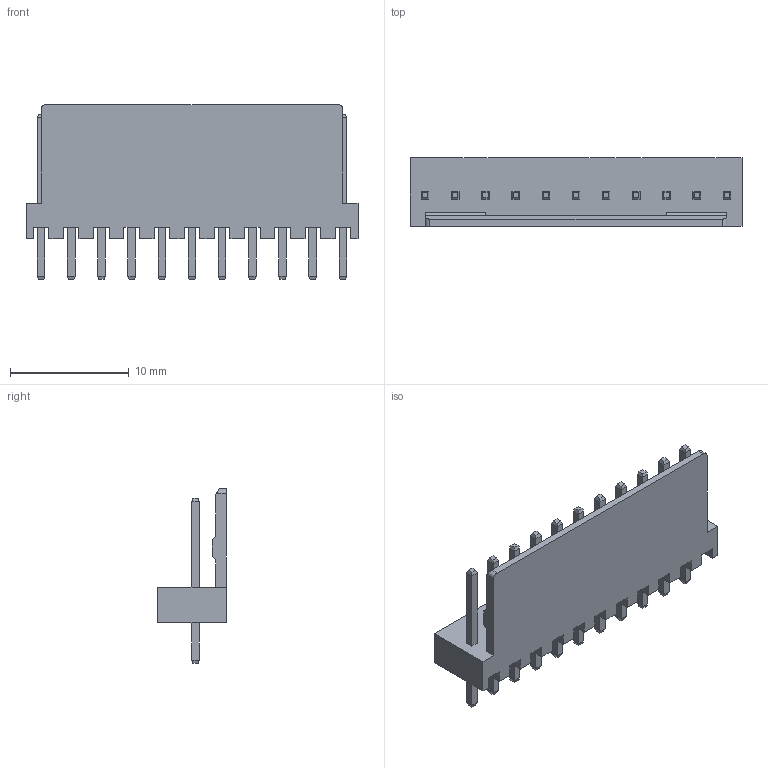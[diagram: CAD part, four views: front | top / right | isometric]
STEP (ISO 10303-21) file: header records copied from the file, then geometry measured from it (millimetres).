
FILE_DESCRIPTION(('STEP AP214'), '1');
FILE_NAME('WF', '', ('UNSPECIFIED'), ('UNSPECIFIED'), 'ASCON STEP Converter 1.6', 'ASCON Math Kernel', '');
FILE_SCHEMA(('AUTOMOTIVE_DESIGN { 1 0 10303 214 3 1 1}'));
Length unit declared in the file: millimetre
Bounding box: 27.94 x 5.8 x 14.7 mm (x, y, z)
Volume: 649 mm3; surface area: 1502 mm2
Topology: 12 solids, 12 shells, 263 faces, 629 edges, 390 vertices
Faces by surface type: plane 261, cylinder 2
Entity records: 9595 total; most frequent: CARTESIAN_POINT 1289, ORIENTED_EDGE 1258, DIRECTION 1157, EDGE_CURVE 629, LINE 625, VECTOR 625, VERTEX_POINT 390, FACE_BOUND 285
